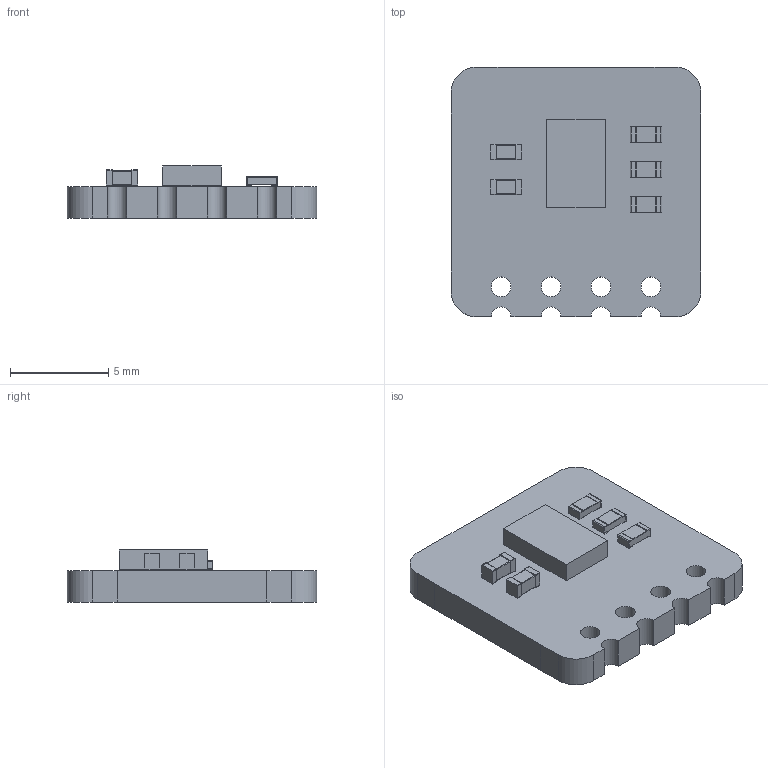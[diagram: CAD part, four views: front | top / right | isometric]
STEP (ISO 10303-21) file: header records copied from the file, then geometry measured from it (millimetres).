
FILE_DESCRIPTION(('KiCad electronic assembly'),'2;1');
FILE_NAME('bmi088Breakout.step','2021-09-28T11:53:01',('An Author'),( 'A Company'),'Open CASCADE STEP processor 6.9', 'KiCad to STEP converter','Unknown');
FILE_SCHEMA(('AUTOMOTIVE_DESIGN { 1 0 10303 214 1 1 1 1 }'));
Length unit declared in the file: millimetre
Products named in the file (8): Open CASCADE STEP translator 6.9 1; C_0603_1608Metric; SOLID; R_0603_1608Metric; BMI088--3DModel-STEP-56544; COMPOUND
Assembly tree (10 placements, depth 3):
  Open CASCADE STEP translator 6.9 1
    C_0603_1608Metric  x2
      SOLID
    R_0603_1608Metric  x3
      SOLID
    BMI088--3DModel-STEP-56544
      COMPOUND
    COMPOUND
Bounding box: 12.7 x 12.7 x 2.65 mm (x, y, z)
Volume: 265.3 mm3; surface area: 489.2 mm2
Topology: 24 solids, 24 shells, 355 faces, 846 edges, 560 vertices
Faces by surface type: plane 295, cylinder 60
Full cylindrical faces by diameter (mm): 1 x4
Entity records: 16754 total; most frequent: CARTESIAN_POINT 2752, DIRECTION 2522, LINE 1778, VECTOR 1778, ORIENTED_EDGE 1276, PCURVE 1276, DEFINITIONAL_REPRESENTATION 1276, EDGE_CURVE 638
